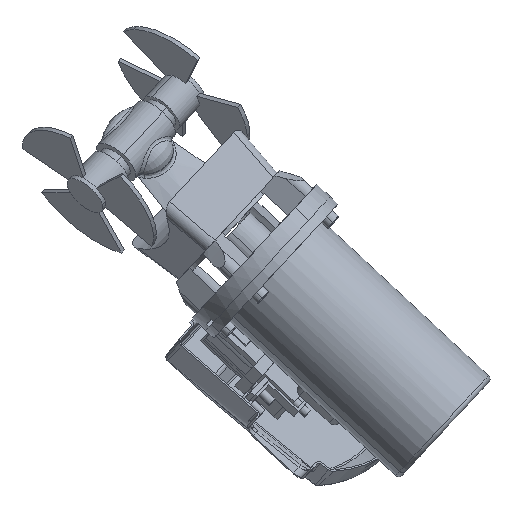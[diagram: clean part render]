
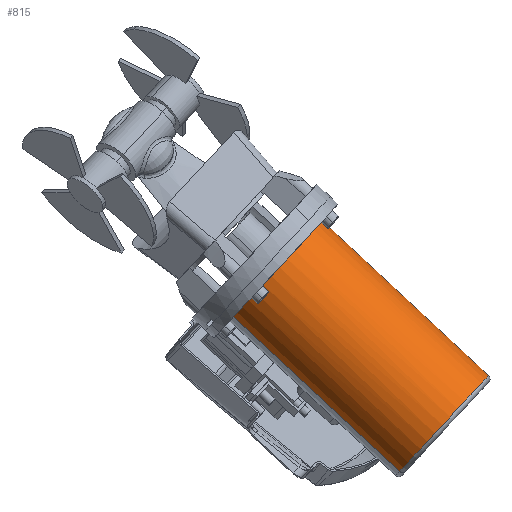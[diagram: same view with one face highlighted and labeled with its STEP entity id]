
A CAD part, isometric view. The second image highlights one B-rep face of the part: STEP entity #815.
In plain terms, the highlighted cylindrical face has radius 75 mm (diameter 150 mm), a partial arc.
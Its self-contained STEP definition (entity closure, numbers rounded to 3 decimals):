
#293=CARTESIAN_POINT('Axis2P3D Location',(-8.537,45.951,13.995)) ;
#297=CARTESIAN_POINT('Vertex',(-79.666,40.693,-9.203)) ;
#299=CARTESIAN_POINT('Vertex',(62.591,51.21,37.192)) ;
#777=CARTESIAN_POINT('Axis2P3D Location',(21.942,-54.794,-56.623)) ;
#782=CARTESIAN_POINT('Line Origine',(93.07,-49.536,-33.426)) ;
#786=CARTESIAN_POINT('Vertex',(122.347,-146.307,-101.258)) ;
#789=CARTESIAN_POINT('Line Origine',(-49.186,-60.053,-79.82)) ;
#793=CARTESIAN_POINT('Vertex',(-19.909,-156.824,-147.653)) ;
#796=CARTESIAN_POINT('Axis2P3D Location',(51.219,-151.566,-124.455)) ;
#800=CARTESIAN_POINT('Vertex',(118.814,-153.837,-92.041)) ;
#803=CARTESIAN_POINT('Axis2P3D Location',(51.219,-151.566,-124.455)) ;
#294=DIRECTION('Axis2P3D Direction',(-0.24,0.795,0.557)) ;
#778=DIRECTION('Axis2P3D Direction',(-0.24,0.795,0.557)) ;
#779=DIRECTION('Axis2P3D XDirection',(-0.948,-0.07,-0.309)) ;
#783=DIRECTION('Vector Direction',(-0.24,0.795,0.557)) ;
#790=DIRECTION('Vector Direction',(-0.24,0.795,0.557)) ;
#797=DIRECTION('Axis2P3D Direction',(-0.24,0.795,0.557)) ;
#804=DIRECTION('Axis2P3D Direction',(-0.24,0.795,0.557)) ;
#295=AXIS2_PLACEMENT_3D('Circle Axis2P3D',#293,#294,$) ;
#780=AXIS2_PLACEMENT_3D('Cylinder Axis2P3D',#777,#778,#779) ;
#798=AXIS2_PLACEMENT_3D('Circle Axis2P3D',#796,#797,$) ;
#805=AXIS2_PLACEMENT_3D('Circle Axis2P3D',#803,#804,$) ;
#809=ORIENTED_EDGE('',*,*,#788,.T.) ;
#810=ORIENTED_EDGE('',*,*,#301,.F.) ;
#811=ORIENTED_EDGE('',*,*,#795,.F.) ;
#812=ORIENTED_EDGE('',*,*,#802,.T.) ;
#813=ORIENTED_EDGE('',*,*,#807,.T.) ;
#784=VECTOR('Line Direction',#783,1.) ;
#791=VECTOR('Line Direction',#790,1.) ;
#815=ADVANCED_FACE('Part1.1.1.1',(#814),#781,.T.) ;
#296=CIRCLE('generated circle',#295,75.) ;
#799=CIRCLE('generated circle',#798,75.) ;
#806=CIRCLE('generated circle',#805,75.) ;
#781=CYLINDRICAL_SURFACE('generated cylinder',#780,75.) ;
#301=EDGE_CURVE('',#298,#300,#296,.T.) ;
#788=EDGE_CURVE('',#787,#300,#785,.T.) ;
#795=EDGE_CURVE('',#794,#298,#792,.T.) ;
#802=EDGE_CURVE('',#794,#801,#799,.T.) ;
#807=EDGE_CURVE('',#801,#787,#806,.T.) ;
#808=EDGE_LOOP('',(#809,#810,#811,#812,#813)) ;
#814=FACE_OUTER_BOUND('',#808,.T.) ;
#785=LINE('Line',#782,#784) ;
#792=LINE('Line',#789,#791) ;
#298=VERTEX_POINT('',#297) ;
#300=VERTEX_POINT('',#299) ;
#787=VERTEX_POINT('',#786) ;
#794=VERTEX_POINT('',#793) ;
#801=VERTEX_POINT('',#800) ;
